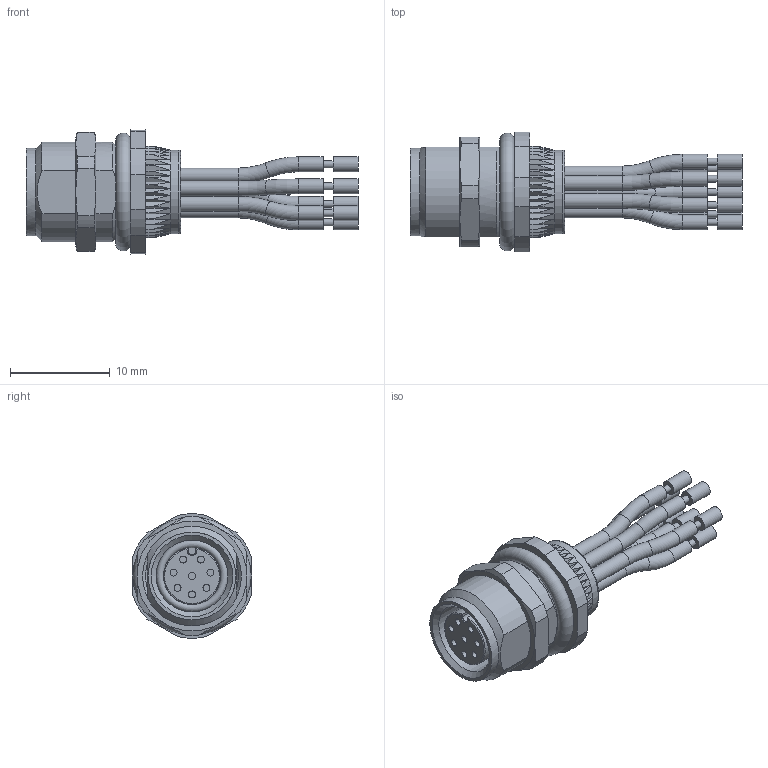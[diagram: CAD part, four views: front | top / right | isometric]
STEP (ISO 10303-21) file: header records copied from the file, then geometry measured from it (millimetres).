
FILE_DESCRIPTION(/* description */ (''),/* implementation_level */ '2;1');
FILE_NAME(/* name */ 'AL-FHM8KUA8_m_M10.stp',/* time_stamp */ '2021-08-16T12:44:01+02:00',/* author */ ('ESCHA GmbH & Co. KG'),/* organization */ ('ESCHA GmbH & Co. KG'),/* preprocessor_version */ 'ST-DEVELOPER v16',/* originating_system */ 'SIEMENS PLM Software NX 10.0',/* authorisation */ '');
FILE_SCHEMA (('AUTOMOTIVE_DESIGN { 1 0 10303 214 3 1 1 1 }'));
Length unit declared in the file: millimetre
Products named in the file (1): h.os25F0631Ax2h3
Bounding box: 33.3 x 12 x 12.46 mm (x, y, z)
Volume: 1396.4 mm3; surface area: 1876.1 mm2
Topology: 1 solids, 3 shells, 252 faces, 618 edges, 402 vertices
Faces by surface type: plane 138, cylinder 69, torus 25, cone 20
Full cylindrical faces by diameter (mm): 0.7 x16, 1.5 x24, 7.2 x2, 8.4 x1, 8.8 x3
Entity records: 7034 total; most frequent: CARTESIAN_POINT 1578, DIRECTION 1074, ORIENTED_EDGE 1040, EDGE_CURVE 520, AXIS2_PLACEMENT_3D 423, VERTEX_POINT 377, EDGE_LOOP 365, ADVANCED_FACE 252
